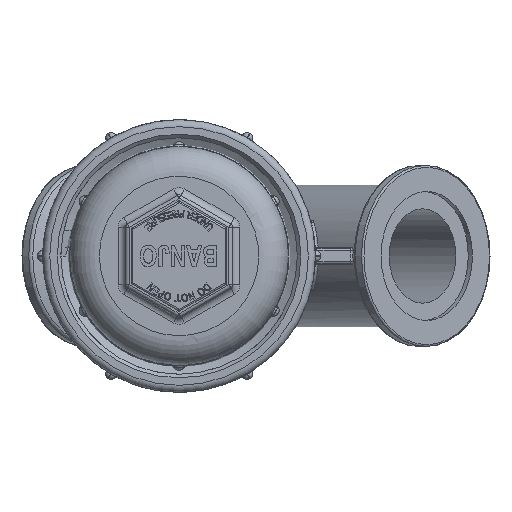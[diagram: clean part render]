
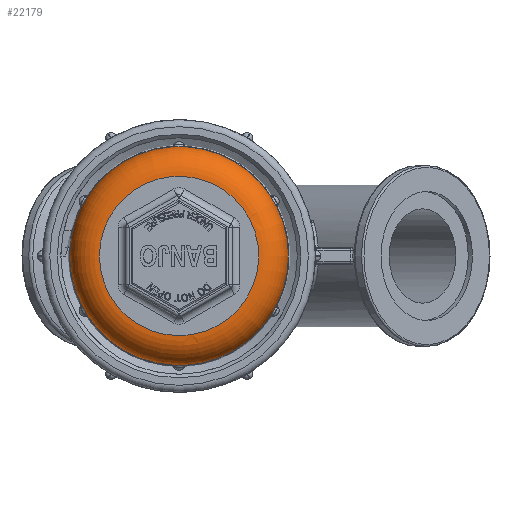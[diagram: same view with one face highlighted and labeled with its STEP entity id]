
A CAD part, front view. The second image highlights one B-rep face of the part: STEP entity #22179.
In plain terms, the highlighted toroidal (fillet/blend) face has major radius 34.319 mm and minor radius 12.7 mm.
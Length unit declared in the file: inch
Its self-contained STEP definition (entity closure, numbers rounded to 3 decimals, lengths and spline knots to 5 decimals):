
#132=TOROIDAL_SURFACE($,#24127,1.35115,0.5);
#1335=CIRCLE($,#23910,1.35115);
#1451=CIRCLE($,#24128,1.85115);
#1452=CIRCLE($,#24129,1.85115);
#1453=CIRCLE($,#24130,1.85115);
#1454=CIRCLE($,#24131,1.85115);
#1455=CIRCLE($,#24132,1.85115);
#1456=CIRCLE($,#24133,1.85115);
#5583=FACE_OUTER_BOUND($,#7147,.T.);
#6419=FACE_BOUND($,#7148,.T.);
#7147=EDGE_LOOP($,(#17347,#17348,#17349,#17350,#17351,#17352,#17353,#17354,
#17355,#17356,#17357,#17358));
#7148=EDGE_LOOP($,(#17359));
#8263=B_SPLINE_CURVE_WITH_KNOTS($,3,(#36964,#36965,#36966,#36967,#36968,
#36969),.UNSPECIFIED.,.F.,.F.,(4,1,1,4),(-2.97563,-2.70553,
-2.52547,-2.3454),.UNSPECIFIED.);
#8267=B_SPLINE_CURVE_WITH_KNOTS($,3,(#37026,#37027,#37028,#37029,#37030,
#37031),.UNSPECIFIED.,.F.,.F.,(4,1,1,4),(-0.63023,-0.45016,
-0.2701,0.),.UNSPECIFIED.);
#8268=B_SPLINE_CURVE_WITH_KNOTS($,3,(#37035,#37036,#37037,#37038,#37039,
#37040),.UNSPECIFIED.,.F.,.F.,(4,1,1,4),(-2.97563,-2.79557,
-2.6155,-2.3454),.UNSPECIFIED.);
#8269=B_SPLINE_CURVE_WITH_KNOTS($,3,(#37044,#37045,#37046,#37047,#37048,
#37049),.UNSPECIFIED.,.F.,.F.,(4,1,1,4),(-2.97563,-2.79557,
-2.6155,-2.3454),.UNSPECIFIED.);
#8270=B_SPLINE_CURVE_WITH_KNOTS($,3,(#37053,#37054,#37055,#37056,#37057,
#37058),.UNSPECIFIED.,.F.,.F.,(4,1,1,4),(-0.63023,-0.45016,
-0.2701,0.),.UNSPECIFIED.);
#8271=B_SPLINE_CURVE_WITH_KNOTS($,3,(#37062,#37063,#37064,#37065,#37066,
#37067),.UNSPECIFIED.,.F.,.F.,(4,1,1,4),(-2.97563,-2.79557,
-2.6155,-2.3454),.UNSPECIFIED.);
#9891=VERTEX_POINT($,#36125);
#10022=VERTEX_POINT($,#36921);
#10024=VERTEX_POINT($,#36962);
#10025=VERTEX_POINT($,#37023);
#10026=VERTEX_POINT($,#37025);
#10027=VERTEX_POINT($,#37032);
#10028=VERTEX_POINT($,#37034);
#10029=VERTEX_POINT($,#37041);
#10030=VERTEX_POINT($,#37043);
#10031=VERTEX_POINT($,#37050);
#10032=VERTEX_POINT($,#37052);
#10033=VERTEX_POINT($,#37059);
#10034=VERTEX_POINT($,#37061);
#12448=EDGE_CURVE($,#9891,#9891,#1335,.T.);
#12680=EDGE_CURVE($,#10024,#10022,#8263,.T.);
#12686=EDGE_CURVE($,#10025,#10024,#1451,.T.);
#12687=EDGE_CURVE($,#10026,#10025,#8267,.T.);
#12688=EDGE_CURVE($,#10027,#10026,#1452,.T.);
#12689=EDGE_CURVE($,#10028,#10027,#8268,.T.);
#12690=EDGE_CURVE($,#10029,#10028,#1453,.T.);
#12691=EDGE_CURVE($,#10030,#10029,#8269,.T.);
#12692=EDGE_CURVE($,#10031,#10030,#1454,.T.);
#12693=EDGE_CURVE($,#10032,#10031,#8270,.T.);
#12694=EDGE_CURVE($,#10033,#10032,#1455,.T.);
#12695=EDGE_CURVE($,#10034,#10033,#8271,.T.);
#12696=EDGE_CURVE($,#10022,#10034,#1456,.T.);
#17347=ORIENTED_EDGE($,*,*,#12680,.F.);
#17348=ORIENTED_EDGE($,*,*,#12686,.F.);
#17349=ORIENTED_EDGE($,*,*,#12687,.F.);
#17350=ORIENTED_EDGE($,*,*,#12688,.F.);
#17351=ORIENTED_EDGE($,*,*,#12689,.F.);
#17352=ORIENTED_EDGE($,*,*,#12690,.F.);
#17353=ORIENTED_EDGE($,*,*,#12691,.F.);
#17354=ORIENTED_EDGE($,*,*,#12692,.F.);
#17355=ORIENTED_EDGE($,*,*,#12693,.F.);
#17356=ORIENTED_EDGE($,*,*,#12694,.F.);
#17357=ORIENTED_EDGE($,*,*,#12695,.F.);
#17358=ORIENTED_EDGE($,*,*,#12696,.F.);
#17359=ORIENTED_EDGE($,*,*,#12448,.T.);
#22179=ADVANCED_FACE($,(#5583,#6419),#132,.T.);
#23910=AXIS2_PLACEMENT_3D($,#36126,#27081,#27082);
#24127=AXIS2_PLACEMENT_3D($,#37022,#27605,#27606);
#24128=AXIS2_PLACEMENT_3D($,#37024,#27607,#27608);
#24129=AXIS2_PLACEMENT_3D($,#37033,#27609,#27610);
#24130=AXIS2_PLACEMENT_3D($,#37042,#27611,#27612);
#24131=AXIS2_PLACEMENT_3D($,#37051,#27613,#27614);
#24132=AXIS2_PLACEMENT_3D($,#37060,#27615,#27616);
#24133=AXIS2_PLACEMENT_3D($,#37068,#27617,#27618);
#27081=DIRECTION('center_axis',(0.,1.,0.));
#27082=DIRECTION('ref_axis',(-1.,0.,0.));
#27605=DIRECTION('center_axis',(0.,1.,0.));
#27606=DIRECTION('ref_axis',(0.,0.,1.));
#27607=DIRECTION('center_axis',(0.,1.,0.));
#27608=DIRECTION('ref_axis',(-1.,0.,0.));
#27609=DIRECTION('center_axis',(0.,1.,0.));
#27610=DIRECTION('ref_axis',(-1.,0.,0.));
#27611=DIRECTION('center_axis',(0.,1.,0.));
#27612=DIRECTION('ref_axis',(-1.,0.,0.));
#27613=DIRECTION('center_axis',(0.,1.,0.));
#27614=DIRECTION('ref_axis',(-1.,0.,0.));
#27615=DIRECTION('center_axis',(0.,1.,0.));
#27616=DIRECTION('ref_axis',(-1.,0.,0.));
#27617=DIRECTION('center_axis',(0.,1.,0.));
#27618=DIRECTION('ref_axis',(-1.,0.,0.));
#36125=CARTESIAN_POINT('',(-1.35115,-3.44,0.));
#36126=CARTESIAN_POINT('Origin',(0.,-3.44,0.));
#36921=CARTESIAN_POINT('',(-1.54725,-2.94,1.01625));
#36962=CARTESIAN_POINT('',(-1.65373,-2.94,0.83183));
#36964=CARTESIAN_POINT('Ctrl Pts',(-1.65373,-2.94,
0.83183));
#36965=CARTESIAN_POINT('Ctrl Pts',(-1.64357,-2.9639,0.85202));
#36966=CARTESIAN_POINT('Ctrl Pts',(-1.61605,-2.99004,
0.89903));
#36967=CARTESIAN_POINT('Ctrl Pts',(-1.5753,-2.98083,
0.97004));
#36968=CARTESIAN_POINT('Ctrl Pts',(-1.55551,-2.9559,
1.00368));
#36969=CARTESIAN_POINT('Ctrl Pts',(-1.54725,-2.94,
1.01625));
#37022=CARTESIAN_POINT('Origin',(0.,-2.94,0.));
#37023=CARTESIAN_POINT('',(-1.65373,-2.94,-0.83183));
#37024=CARTESIAN_POINT('Origin',(0.,-2.94,0.));
#37025=CARTESIAN_POINT('',(-1.54725,-2.94,-1.01625));
#37026=CARTESIAN_POINT('Ctrl Pts',(-1.54725,-2.94,
-1.01625));
#37027=CARTESIAN_POINT('Ctrl Pts',(-1.55552,-2.95593,
-1.00366));
#37028=CARTESIAN_POINT('Ctrl Pts',(-1.5753,-2.98081,
-0.97004));
#37029=CARTESIAN_POINT('Ctrl Pts',(-1.61605,-2.99004,
-0.89902));
#37030=CARTESIAN_POINT('Ctrl Pts',(-1.64359,-2.96386,
-0.85199));
#37031=CARTESIAN_POINT('Ctrl Pts',(-1.65373,-2.94,
-0.83183));
#37032=CARTESIAN_POINT('',(-0.10647,-2.94,-1.84809));
#37033=CARTESIAN_POINT('Origin',(0.,-2.94,0.));
#37034=CARTESIAN_POINT('',(0.10647,-2.94,-1.84809));
#37035=CARTESIAN_POINT('Ctrl Pts',(0.10647,-2.94,
-1.84809));
#37036=CARTESIAN_POINT('Ctrl Pts',(0.09143,-2.95593,
-1.84895));
#37037=CARTESIAN_POINT('Ctrl Pts',(0.05244,-2.98081,
-1.84927));
#37038=CARTESIAN_POINT('Ctrl Pts',(-0.02945,-2.99004,
-1.84906));
#37039=CARTESIAN_POINT('Ctrl Pts',(-0.08395,-2.96386,
-1.84938));
#37040=CARTESIAN_POINT('Ctrl Pts',(-0.10647,-2.94,
-1.84809));
#37041=CARTESIAN_POINT('',(1.54725,-2.94,-1.01625));
#37042=CARTESIAN_POINT('Origin',(0.,-2.94,0.));
#37043=CARTESIAN_POINT('',(1.65373,-2.94,-0.83183));
#37044=CARTESIAN_POINT('Ctrl Pts',(1.65373,-2.94,-0.83183));
#37045=CARTESIAN_POINT('Ctrl Pts',(1.64696,-2.95593,-0.84529));
#37046=CARTESIAN_POINT('Ctrl Pts',(1.62773,-2.98081,-0.87922));
#37047=CARTESIAN_POINT('Ctrl Pts',(1.5866,-2.99004,-0.95003));
#37048=CARTESIAN_POINT('Ctrl Pts',(1.55964,-2.96386,-0.9974));
#37049=CARTESIAN_POINT('Ctrl Pts',(1.54725,-2.94,-1.01625));
#37050=CARTESIAN_POINT('',(1.65373,-2.94,0.83183));
#37051=CARTESIAN_POINT('Origin',(0.,-2.94,0.));
#37052=CARTESIAN_POINT('',(1.54725,-2.94,1.01625));
#37053=CARTESIAN_POINT('Ctrl Pts',(1.54725,-2.94,1.01625));
#37054=CARTESIAN_POINT('Ctrl Pts',(1.55552,-2.95593,1.00366));
#37055=CARTESIAN_POINT('Ctrl Pts',(1.5753,-2.98081,0.97004));
#37056=CARTESIAN_POINT('Ctrl Pts',(1.61605,-2.99004,0.89902));
#37057=CARTESIAN_POINT('Ctrl Pts',(1.64359,-2.96386,0.85199));
#37058=CARTESIAN_POINT('Ctrl Pts',(1.65373,-2.94,0.83183));
#37059=CARTESIAN_POINT('',(0.10647,-2.94,1.84809));
#37060=CARTESIAN_POINT('Origin',(0.,-2.94,0.));
#37061=CARTESIAN_POINT('',(-0.10647,-2.94,1.84809));
#37062=CARTESIAN_POINT('Ctrl Pts',(-0.10647,-2.94,
1.84809));
#37063=CARTESIAN_POINT('Ctrl Pts',(-0.09143,-2.95593,
1.84895));
#37064=CARTESIAN_POINT('Ctrl Pts',(-0.05244,-2.98081,
1.84927));
#37065=CARTESIAN_POINT('Ctrl Pts',(0.02945,-2.99004,
1.84906));
#37066=CARTESIAN_POINT('Ctrl Pts',(0.08395,-2.96386,
1.84938));
#37067=CARTESIAN_POINT('Ctrl Pts',(0.10647,-2.94,
1.84809));
#37068=CARTESIAN_POINT('Origin',(0.,-2.94,0.));
